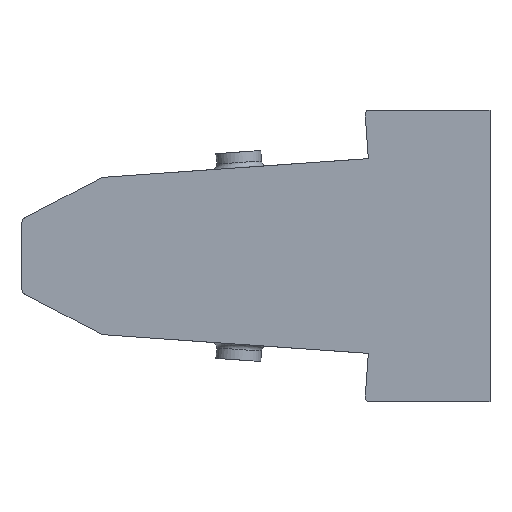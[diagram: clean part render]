
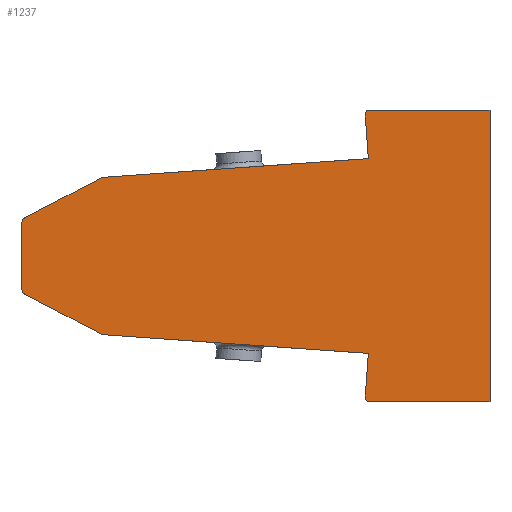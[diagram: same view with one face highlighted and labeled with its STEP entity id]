
A CAD part, front view. The second image highlights one B-rep face of the part: STEP entity #1237.
In plain terms, the highlighted planar face has unit normal (0, -1, 0).
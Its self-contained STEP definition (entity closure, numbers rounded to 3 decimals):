
#32=ELLIPSE('',#1330,5.08,5.);
#35=ELLIPSE('',#1352,5.08,5.);
#78=PLANE('',#1349);
#140=FACE_OUTER_BOUND('',#215,.T.);
#215=EDGE_LOOP('',(#1049,#1050,#1051,#1052,#1053,#1054,#1055,#1056,#1057,
#1058,#1059,#1060,#1061,#1062,#1063,#1064));
#340=LINE('',#1966,#478);
#345=LINE('',#1984,#483);
#352=LINE('',#2005,#490);
#356=LINE('',#2016,#494);
#357=LINE('',#2020,#495);
#358=LINE('',#2024,#496);
#359=LINE('',#2026,#497);
#360=LINE('',#2030,#498);
#361=LINE('',#2032,#499);
#362=LINE('',#2033,#500);
#478=VECTOR('',#1584,10.);
#483=VECTOR('',#1603,10.);
#490=VECTOR('',#1622,10.);
#494=VECTOR('',#1636,10.);
#495=VECTOR('',#1639,10.);
#496=VECTOR('',#1642,10.);
#497=VECTOR('',#1643,10.);
#498=VECTOR('',#1646,10.);
#499=VECTOR('',#1647,10.);
#500=VECTOR('',#1648,10.);
#531=CIRCLE('',#1343,5.);
#532=CIRCLE('',#1348,5.);
#533=CIRCLE('',#1350,5.);
#534=CIRCLE('',#1351,5.);
#612=VERTEX_POINT('',#1956);
#614=VERTEX_POINT('',#1960);
#615=VERTEX_POINT('',#1964);
#621=VERTEX_POINT('',#1982);
#625=VERTEX_POINT('',#1993);
#626=VERTEX_POINT('',#1995);
#629=VERTEX_POINT('',#2003);
#631=VERTEX_POINT('',#2012);
#632=VERTEX_POINT('',#2017);
#633=VERTEX_POINT('',#2019);
#634=VERTEX_POINT('',#2021);
#635=VERTEX_POINT('',#2023);
#636=VERTEX_POINT('',#2025);
#637=VERTEX_POINT('',#2027);
#638=VERTEX_POINT('',#2029);
#639=VERTEX_POINT('',#2031);
#760=EDGE_CURVE('',#614,#612,#32,.T.);
#762=EDGE_CURVE('',#614,#615,#340,.T.);
#771=EDGE_CURVE('',#621,#615,#345,.T.);
#776=EDGE_CURVE('',#625,#626,#531,.T.);
#781=EDGE_CURVE('',#625,#629,#352,.T.);
#786=EDGE_CURVE('',#631,#621,#532,.T.);
#787=EDGE_CURVE('',#626,#631,#356,.T.);
#788=EDGE_CURVE('',#632,#629,#533,.T.);
#789=EDGE_CURVE('',#632,#633,#357,.T.);
#790=EDGE_CURVE('',#634,#633,#534,.T.);
#791=EDGE_CURVE('',#634,#635,#358,.T.);
#792=EDGE_CURVE('',#635,#636,#359,.T.);
#793=EDGE_CURVE('',#637,#636,#35,.T.);
#794=EDGE_CURVE('',#637,#638,#360,.T.);
#795=EDGE_CURVE('',#639,#638,#361,.T.);
#796=EDGE_CURVE('',#612,#639,#362,.T.);
#1049=ORIENTED_EDGE('',*,*,#760,.F.);
#1050=ORIENTED_EDGE('',*,*,#762,.T.);
#1051=ORIENTED_EDGE('',*,*,#771,.F.);
#1052=ORIENTED_EDGE('',*,*,#786,.F.);
#1053=ORIENTED_EDGE('',*,*,#787,.F.);
#1054=ORIENTED_EDGE('',*,*,#776,.F.);
#1055=ORIENTED_EDGE('',*,*,#781,.T.);
#1056=ORIENTED_EDGE('',*,*,#788,.F.);
#1057=ORIENTED_EDGE('',*,*,#789,.T.);
#1058=ORIENTED_EDGE('',*,*,#790,.F.);
#1059=ORIENTED_EDGE('',*,*,#791,.T.);
#1060=ORIENTED_EDGE('',*,*,#792,.T.);
#1061=ORIENTED_EDGE('',*,*,#793,.F.);
#1062=ORIENTED_EDGE('',*,*,#794,.T.);
#1063=ORIENTED_EDGE('',*,*,#795,.F.);
#1064=ORIENTED_EDGE('',*,*,#796,.F.);
#1237=ADVANCED_FACE('',(#140),#78,.F.);
#1330=AXIS2_PLACEMENT_3D('',#1962,#1579,#1580);
#1343=AXIS2_PLACEMENT_3D('',#1996,#1614,#1615);
#1348=AXIS2_PLACEMENT_3D('',#2014,#1632,#1633);
#1349=AXIS2_PLACEMENT_3D('',#2015,#1634,#1635);
#1350=AXIS2_PLACEMENT_3D('',#2018,#1637,#1638);
#1351=AXIS2_PLACEMENT_3D('',#2022,#1640,#1641);
#1352=AXIS2_PLACEMENT_3D('',#2028,#1644,#1645);
#1579=DIRECTION('center_axis',(0.,1.,0.));
#1580=DIRECTION('ref_axis',(-0.717,0.,0.697));
#1584=DIRECTION('',(0.07,0.,-0.998));
#1603=DIRECTION('',(0.998,0.,0.07));
#1614=DIRECTION('center_axis',(0.,1.,0.));
#1615=DIRECTION('ref_axis',(-0.856,0.,0.518));
#1622=DIRECTION('',(0.,0.,-1.));
#1632=DIRECTION('center_axis',(0.,1.,0.));
#1633=DIRECTION('ref_axis',(-0.273,0.,0.962));
#1634=DIRECTION('center_axis',(0.,1.,0.));
#1635=DIRECTION('ref_axis',(0.,0.,1.));
#1636=DIRECTION('',(0.886,0.,0.464));
#1637=DIRECTION('center_axis',(0.,1.,0.));
#1638=DIRECTION('ref_axis',(-0.856,0.,-0.518));
#1639=DIRECTION('',(0.886,0.,-0.464));
#1640=DIRECTION('center_axis',(0.,1.,0.));
#1641=DIRECTION('ref_axis',(-0.273,0.,-0.962));
#1642=DIRECTION('',(0.998,0.,-0.07));
#1643=DIRECTION('',(-0.07,0.,-0.998));
#1644=DIRECTION('center_axis',(0.,1.,0.));
#1645=DIRECTION('ref_axis',(-0.717,0.,-0.697));
#1646=DIRECTION('',(1.,0.,0.));
#1647=DIRECTION('',(0.,0.,-1.));
#1648=DIRECTION('',(1.,0.,0.));
#1956=CARTESIAN_POINT('',(-117.08,0.,140.));
#1960=CARTESIAN_POINT('',(-119.668,0.,135.279));
#1962=CARTESIAN_POINT('Origin',(-114.639,0.,135.553));
#1964=CARTESIAN_POINT('',(-116.719,0.,93.416));
#1966=CARTESIAN_POINT('',(-111.832,0.,24.019));
#1982=CARTESIAN_POINT('',(-371.033,0.,75.506));
#1984=CARTESIAN_POINT('',(-372.076,0.,75.433));
#1993=CARTESIAN_POINT('',(-448.931,0.,32.139));
#1995=CARTESIAN_POINT('',(-446.252,0.,36.568));
#1996=CARTESIAN_POINT('Origin',(-443.931,0.,32.139));
#2003=CARTESIAN_POINT('',(-448.931,0.,-32.139));
#2005=CARTESIAN_POINT('',(-448.931,0.,0.));
#2012=CARTESIAN_POINT('',(-373.002,0.,74.947));
#2014=CARTESIAN_POINT('Origin',(-370.682,0.,70.519));
#2015=CARTESIAN_POINT('Origin',(-200.964,0.,-52.));
#2016=CARTESIAN_POINT('',(-448.931,0.,35.164));
#2017=CARTESIAN_POINT('',(-446.252,0.,-36.568));
#2018=CARTESIAN_POINT('Origin',(-443.931,0.,-32.139));
#2019=CARTESIAN_POINT('',(-373.002,0.,-74.947));
#2020=CARTESIAN_POINT('',(-448.931,0.,-35.164));
#2021=CARTESIAN_POINT('',(-371.033,0.,-75.506));
#2022=CARTESIAN_POINT('Origin',(-370.682,0.,-70.519));
#2023=CARTESIAN_POINT('',(-116.719,0.,-93.416));
#2024=CARTESIAN_POINT('',(-372.076,0.,-75.433));
#2025=CARTESIAN_POINT('',(-119.668,0.,-135.279));
#2026=CARTESIAN_POINT('',(-115.476,0.,-75.762));
#2027=CARTESIAN_POINT('',(-117.08,0.,-140.));
#2028=CARTESIAN_POINT('Origin',(-114.639,0.,-135.553));
#2029=CARTESIAN_POINT('',(0.,0.,-140.));
#2030=CARTESIAN_POINT('',(-120.,0.,-140.));
#2031=CARTESIAN_POINT('',(0.,0.,140.));
#2032=CARTESIAN_POINT('',(0.,0.,140.));
#2033=CARTESIAN_POINT('',(-120.,0.,140.));
